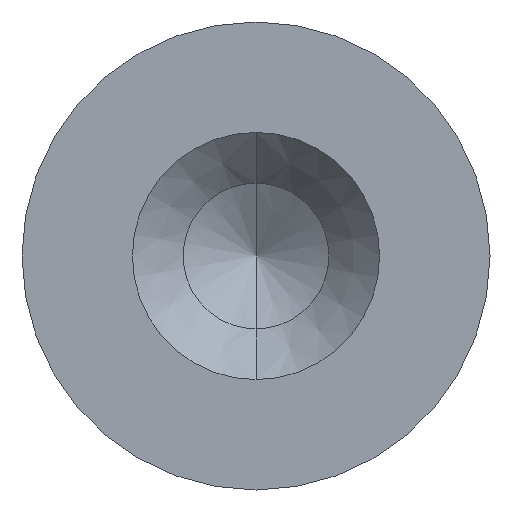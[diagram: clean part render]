
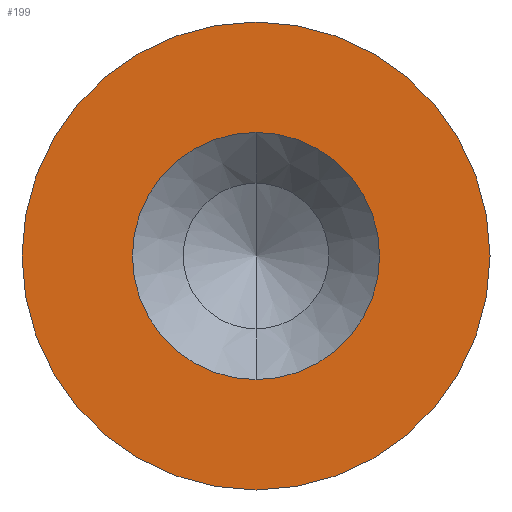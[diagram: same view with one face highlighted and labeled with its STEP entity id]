
A CAD part, front view. The second image highlights one B-rep face of the part: STEP entity #199.
In plain terms, the highlighted planar face has unit normal (0, -1, 0).
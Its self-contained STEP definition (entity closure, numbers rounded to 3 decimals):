
#2 = ORIENTED_EDGE ( 'NONE', *, *, #507, .F. ) ;
#9 = CARTESIAN_POINT ( 'NONE',  ( 0., 2.52, 0. ) ) ;
#22 = CARTESIAN_POINT ( 'NONE',  ( 0., 2.52, 0. ) ) ;
#34 = DIRECTION ( 'NONE',  ( 0., 0., 1. ) ) ;
#40 = VERTEX_POINT ( 'NONE', #352 ) ;
#56 = CIRCLE ( 'NONE', #109, 0.84 ) ;
#63 = VERTEX_POINT ( 'NONE', #65 ) ;
#65 = CARTESIAN_POINT ( 'NONE',  ( 0., 2.52, 0.84 ) ) ;
#80 = ORIENTED_EDGE ( 'NONE', *, *, #160, .F. ) ;
#101 = EDGE_LOOP ( 'NONE', ( #568, #579 ) ) ;
#109 = AXIS2_PLACEMENT_3D ( 'NONE', #594, #335, #34 ) ;
#160 = EDGE_CURVE ( 'NONE', #639, #40, #615, .T. ) ;
#175 = DIRECTION ( 'NONE',  ( 0., 0., 1. ) ) ;
#199 = ADVANCED_FACE ( 'NONE', ( #479, #317 ), #270, .F. ) ;
#226 = DIRECTION ( 'NONE',  ( 0., 1., 0. ) ) ;
#270 = PLANE ( 'NONE',  #517 ) ;
#276 = DIRECTION ( 'NONE',  ( 0., 1., 0. ) ) ;
#279 = CARTESIAN_POINT ( 'NONE',  ( 0., 2.52, 1.59 ) ) ;
#317 = FACE_OUTER_BOUND ( 'NONE', #465, .T. ) ;
#320 = EDGE_CURVE ( 'NONE', #472, #63, #56, .T. ) ;
#324 = CARTESIAN_POINT ( 'NONE',  ( 0., 2.52, 0. ) ) ;
#325 = AXIS2_PLACEMENT_3D ( 'NONE', #324, #530, #627 ) ;
#335 = DIRECTION ( 'NONE',  ( 0., -1., 0. ) ) ;
#339 = AXIS2_PLACEMENT_3D ( 'NONE', #634, #276, #466 ) ;
#352 = CARTESIAN_POINT ( 'NONE',  ( 0., 2.52, -1.59 ) ) ;
#365 = DIRECTION ( 'NONE',  ( 0., -1., 0. ) ) ;
#381 = AXIS2_PLACEMENT_3D ( 'NONE', #9, #365, #573 ) ;
#465 = EDGE_LOOP ( 'NONE', ( #80, #2 ) ) ;
#466 = DIRECTION ( 'NONE',  ( 0., 0., 1. ) ) ;
#472 = VERTEX_POINT ( 'NONE', #563 ) ;
#479 = FACE_BOUND ( 'NONE', #101, .T. ) ;
#507 = EDGE_CURVE ( 'NONE', #40, #639, #630, .T. ) ;
#517 = AXIS2_PLACEMENT_3D ( 'NONE', #22, #226, #175 ) ;
#530 = DIRECTION ( 'NONE',  ( 0., 1., 0. ) ) ;
#563 = CARTESIAN_POINT ( 'NONE',  ( 0., 2.52, -0.84 ) ) ;
#568 = ORIENTED_EDGE ( 'NONE', *, *, #608, .F. ) ;
#573 = DIRECTION ( 'NONE',  ( 0., 0., 1. ) ) ;
#579 = ORIENTED_EDGE ( 'NONE', *, *, #320, .F. ) ;
#594 = CARTESIAN_POINT ( 'NONE',  ( 0., 2.52, 0. ) ) ;
#608 = EDGE_CURVE ( 'NONE', #63, #472, #651, .T. ) ;
#615 = CIRCLE ( 'NONE', #325, 1.59 ) ;
#627 = DIRECTION ( 'NONE',  ( 0., 0., 1. ) ) ;
#630 = CIRCLE ( 'NONE', #339, 1.59 ) ;
#634 = CARTESIAN_POINT ( 'NONE',  ( 0., 2.52, 0. ) ) ;
#639 = VERTEX_POINT ( 'NONE', #279 ) ;
#651 = CIRCLE ( 'NONE', #381, 0.84 ) ;
